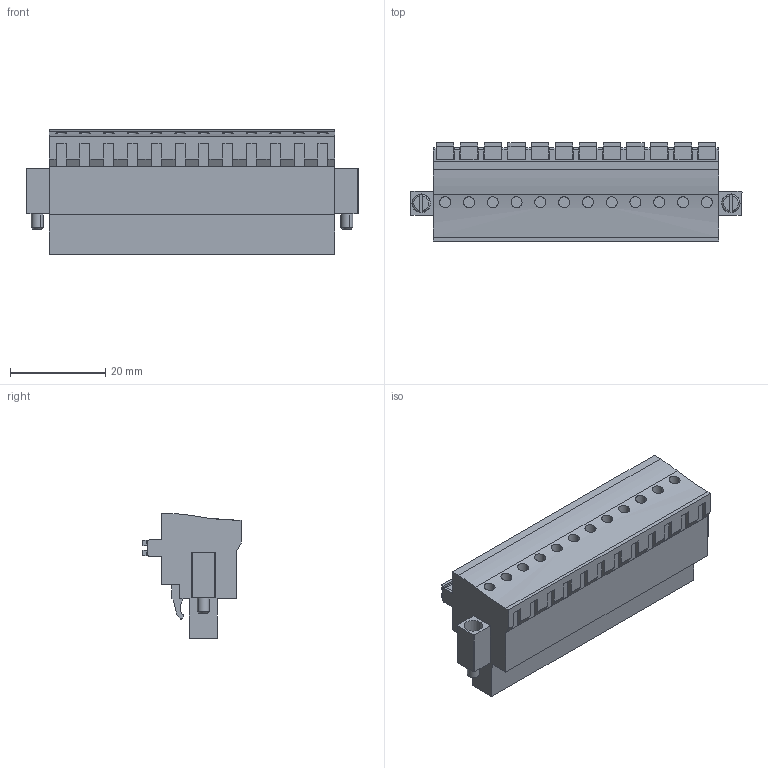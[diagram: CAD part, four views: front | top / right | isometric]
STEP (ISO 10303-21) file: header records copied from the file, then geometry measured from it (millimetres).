
FILE_DESCRIPTION(('CATIA V5 STEP Exchange','CAx-IF Rec.Pracs.--- Model Styling and Organization---1.2---2011-12-15'),'2;1');
FILE_NAME ('D1461045_0_1979560000_1979560000.stp','2018-09-19T15:23:06+00:00',('none'),('Weidmueller'),'CATIA Version 5-6 Release 2014','CATIA V5 STEP AP214','none');
FILE_SCHEMA(('AUTOMOTIVE_DESIGN { 1 0 10303 214 1 1 1 1 }'));
Length unit declared in the file: millimetre
Products named in the file (1): 1979560000
Bounding box: 69.8 x 20.64 x 26.24 mm (x, y, z)
Volume: 18868.4 mm3; surface area: 9051.5 mm2
Topology: 15 solids, 15 shells, 659 faces, 1739 edges, 1154 vertices
Faces by surface type: plane 441, cylinder 164, cone 32, torus 12, extrusion 10
Entity records: 18439 total; most frequent: CARTESIAN_POINT 3605, ORIENTED_EDGE 3478, DIRECTION 2239, EDGE_CURVE 1739, VECTOR 1309, LINE 1299, VERTEX_POINT 1154, EDGE_LOOP 707
